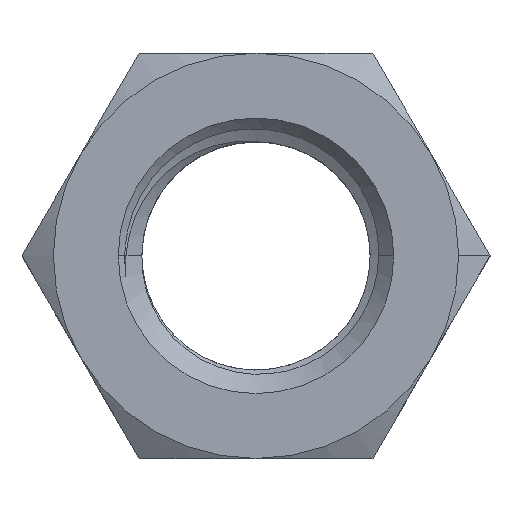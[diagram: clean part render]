
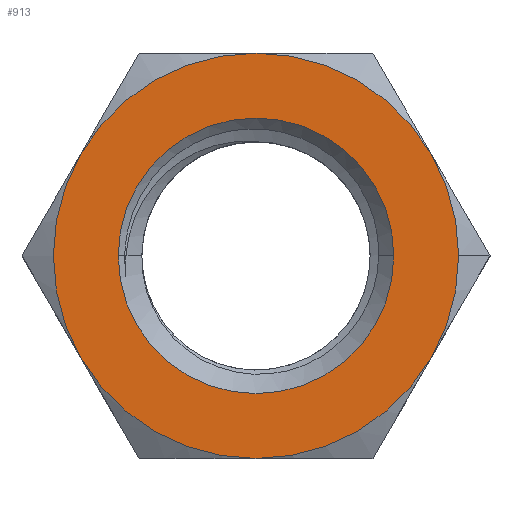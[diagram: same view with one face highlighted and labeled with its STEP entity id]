
A CAD part, top view. The second image highlights one B-rep face of the part: STEP entity #913.
In plain terms, the highlighted planar face has unit normal (0, 0, 1).
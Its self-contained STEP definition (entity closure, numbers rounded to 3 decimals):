
#37 = ORIENTED_EDGE ( 'NONE', *, *, #2591, .T. ) ;
#44 = AXIS2_PLACEMENT_3D ( 'NONE', #2783, #233, #2994 ) ;
#154 = ORIENTED_EDGE ( 'NONE', *, *, #488, .T. ) ;
#179 = CARTESIAN_POINT ( 'NONE',  ( 0., 0., 31. ) ) ;
#200 = DIRECTION ( 'NONE',  ( 0., 0., 1. ) ) ;
#220 = CARTESIAN_POINT ( 'NONE',  ( 0., 0., 31. ) ) ;
#233 = DIRECTION ( 'NONE',  ( 0., 0., 1. ) ) ;
#263 = VERTEX_POINT ( 'NONE', #1089 ) ;
#279 = AXIS2_PLACEMENT_3D ( 'NONE', #664, #200, #2753 ) ;
#296 = ORIENTED_EDGE ( 'NONE', *, *, #1629, .T. ) ;
#354 = EDGE_LOOP ( 'NONE', ( #2030, #2020, #876, #296, #37, #154, #1267 ) ) ;
#368 = EDGE_CURVE ( 'NONE', #2527, #806, #1651, .T. ) ;
#382 = DIRECTION ( 'NONE',  ( 0., 0., 1. ) ) ;
#439 = ORIENTED_EDGE ( 'NONE', *, *, #1659, .T. ) ;
#464 = EDGE_CURVE ( 'NONE', #1712, #1901, #2960, .T. ) ;
#468 = CARTESIAN_POINT ( 'NONE',  ( 20.4, 0., 31. ) ) ;
#488 = EDGE_CURVE ( 'NONE', #2144, #1912, #1165, .T. ) ;
#491 = AXIS2_PLACEMENT_3D ( 'NONE', #179, #646, #856 ) ;
#536 = ORIENTED_EDGE ( 'NONE', *, *, #1432, .T. ) ;
#609 = CARTESIAN_POINT ( 'NONE',  ( 0., 0., 31. ) ) ;
#646 = DIRECTION ( 'NONE',  ( 0., 0., 1. ) ) ;
#656 = DIRECTION ( 'NONE',  ( 1., 0., 0. ) ) ;
#664 = CARTESIAN_POINT ( 'NONE',  ( 0., 0., 31. ) ) ;
#674 = EDGE_CURVE ( 'NONE', #1912, #1712, #2342, .T. ) ;
#675 = CIRCLE ( 'NONE', #2518, 20.4 ) ;
#700 = FACE_OUTER_BOUND ( 'NONE', #354, .T. ) ;
#701 = AXIS2_PLACEMENT_3D ( 'NONE', #220, #3002, #2300 ) ;
#729 = CARTESIAN_POINT ( 'NONE',  ( 30., 0., 31. ) ) ;
#806 = VERTEX_POINT ( 'NONE', #2539 ) ;
#846 = FACE_BOUND ( 'NONE', #1777, .T. ) ;
#849 = DIRECTION ( 'NONE',  ( 0., 0., -1. ) ) ;
#856 = DIRECTION ( 'NONE',  ( 1., 0., 0. ) ) ;
#876 = ORIENTED_EDGE ( 'NONE', *, *, #368, .T. ) ;
#913 = ADVANCED_FACE ( 'NONE', ( #846, #700 ), #1528, .T. ) ;
#920 = DIRECTION ( 'NONE',  ( 0., 0., 1. ) ) ;
#968 = CARTESIAN_POINT ( 'NONE',  ( 0., 0., 31. ) ) ;
#1074 = CARTESIAN_POINT ( 'NONE',  ( 0., 0., 31. ) ) ;
#1089 = CARTESIAN_POINT ( 'NONE',  ( -20.4, 0., 31. ) ) ;
#1109 = CARTESIAN_POINT ( 'NONE',  ( 25.981, 15., 31. ) ) ;
#1128 = DIRECTION ( 'NONE',  ( 1., 0., 0. ) ) ;
#1165 = CIRCLE ( 'NONE', #279, 30. ) ;
#1202 = CIRCLE ( 'NONE', #1852, 30. ) ;
#1212 = CARTESIAN_POINT ( 'NONE',  ( -25.981, 15., 31. ) ) ;
#1267 = ORIENTED_EDGE ( 'NONE', *, *, #674, .T. ) ;
#1322 = DIRECTION ( 'NONE',  ( 0., 0., -1. ) ) ;
#1432 = EDGE_CURVE ( 'NONE', #2607, #263, #2124, .T. ) ;
#1528 = PLANE ( 'NONE',  #2507 ) ;
#1529 = DIRECTION ( 'NONE',  ( 1., 0., 0. ) ) ;
#1629 = EDGE_CURVE ( 'NONE', #806, #2775, #2450, .T. ) ;
#1651 = CIRCLE ( 'NONE', #491, 30. ) ;
#1659 = EDGE_CURVE ( 'NONE', #263, #2607, #675, .T. ) ;
#1712 = VERTEX_POINT ( 'NONE', #2774 ) ;
#1777 = EDGE_LOOP ( 'NONE', ( #536, #439 ) ) ;
#1788 = CIRCLE ( 'NONE', #44, 30. ) ;
#1852 = AXIS2_PLACEMENT_3D ( 'NONE', #609, #2233, #1529 ) ;
#1901 = VERTEX_POINT ( 'NONE', #729 ) ;
#1912 = VERTEX_POINT ( 'NONE', #2678 ) ;
#1983 = CARTESIAN_POINT ( 'NONE',  ( 0., 0., 31. ) ) ;
#2020 = ORIENTED_EDGE ( 'NONE', *, *, #2888, .T. ) ;
#2028 = CARTESIAN_POINT ( 'NONE',  ( 0., 0., 31. ) ) ;
#2030 = ORIENTED_EDGE ( 'NONE', *, *, #464, .T. ) ;
#2038 = CARTESIAN_POINT ( 'NONE',  ( 0., 0., 31. ) ) ;
#2124 = CIRCLE ( 'NONE', #2462, 20.4 ) ;
#2144 = VERTEX_POINT ( 'NONE', #2552 ) ;
#2233 = DIRECTION ( 'NONE',  ( 0., 0., 1. ) ) ;
#2300 = DIRECTION ( 'NONE',  ( 1., 0., 0. ) ) ;
#2338 = DIRECTION ( 'NONE',  ( 0., 0., 1. ) ) ;
#2342 = CIRCLE ( 'NONE', #2980, 30. ) ;
#2450 = CIRCLE ( 'NONE', #2780, 30. ) ;
#2462 = AXIS2_PLACEMENT_3D ( 'NONE', #1074, #849, #2948 ) ;
#2479 = DIRECTION ( 'NONE',  ( 1., 0., 0. ) ) ;
#2507 = AXIS2_PLACEMENT_3D ( 'NONE', #1983, #382, #2479 ) ;
#2518 = AXIS2_PLACEMENT_3D ( 'NONE', #2038, #1322, #656 ) ;
#2527 = VERTEX_POINT ( 'NONE', #1109 ) ;
#2539 = CARTESIAN_POINT ( 'NONE',  ( 0., 30., 31. ) ) ;
#2552 = CARTESIAN_POINT ( 'NONE',  ( -25.981, -15., 31. ) ) ;
#2573 = DIRECTION ( 'NONE',  ( 1., 0., 0. ) ) ;
#2591 = EDGE_CURVE ( 'NONE', #2775, #2144, #1788, .T. ) ;
#2607 = VERTEX_POINT ( 'NONE', #468 ) ;
#2678 = CARTESIAN_POINT ( 'NONE',  ( 0., -30., 31. ) ) ;
#2753 = DIRECTION ( 'NONE',  ( 1., 0., 0. ) ) ;
#2774 = CARTESIAN_POINT ( 'NONE',  ( 25.981, -15., 31. ) ) ;
#2775 = VERTEX_POINT ( 'NONE', #1212 ) ;
#2780 = AXIS2_PLACEMENT_3D ( 'NONE', #2028, #920, #1128 ) ;
#2783 = CARTESIAN_POINT ( 'NONE',  ( 0., 0., 31. ) ) ;
#2888 = EDGE_CURVE ( 'NONE', #1901, #2527, #1202, .T. ) ;
#2948 = DIRECTION ( 'NONE',  ( 1., 0., 0. ) ) ;
#2960 = CIRCLE ( 'NONE', #701, 30. ) ;
#2980 = AXIS2_PLACEMENT_3D ( 'NONE', #968, #2338, #2573 ) ;
#2994 = DIRECTION ( 'NONE',  ( 1., 0., 0. ) ) ;
#3002 = DIRECTION ( 'NONE',  ( 0., 0., 1. ) ) ;
